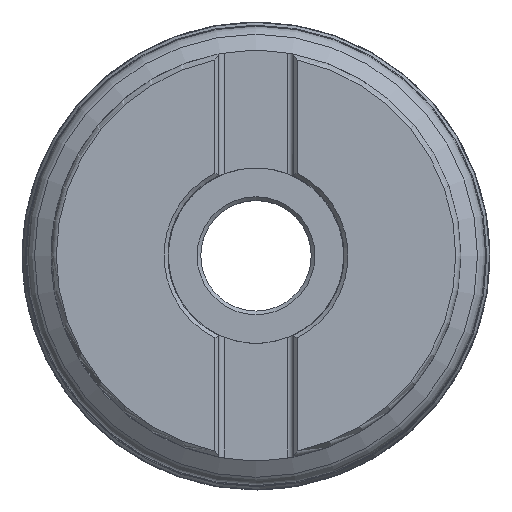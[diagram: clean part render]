
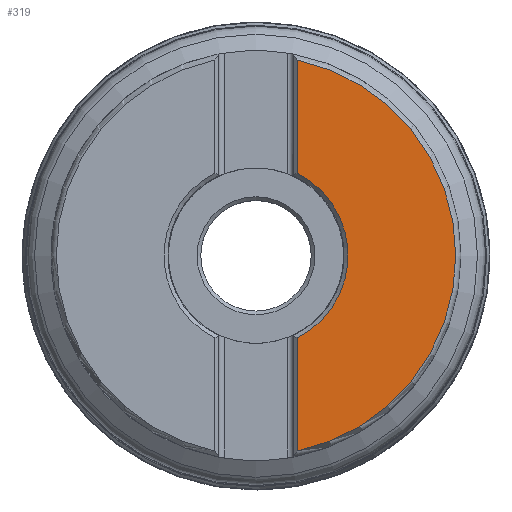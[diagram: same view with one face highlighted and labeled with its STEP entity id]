
A CAD part, top view. The second image highlights one B-rep face of the part: STEP entity #319.
In plain terms, the highlighted planar face has unit normal (0, 0, 1).
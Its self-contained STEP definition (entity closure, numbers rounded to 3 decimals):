
#205=PLANE('',#1400);
#224=FACE_OUTER_BOUND('',#555,.T.);
#259=LINE('',#2331,#289);
#260=LINE('',#2332,#290);
#289=VECTOR('',#1545,1.);
#290=VECTOR('',#1546,1.);
#319=ADVANCED_FACE('',(#224),#205,.F.);
#555=EDGE_LOOP('',(#732,#733,#734,#735));
#732=ORIENTED_EDGE('',*,*,#1104,.T.);
#733=ORIENTED_EDGE('',*,*,#1105,.T.);
#734=ORIENTED_EDGE('',*,*,#1094,.T.);
#735=ORIENTED_EDGE('',*,*,#1106,.T.);
#984=VERTEX_POINT('',#2249);
#985=VERTEX_POINT('',#2250);
#992=VERTEX_POINT('',#2329);
#993=VERTEX_POINT('',#2330);
#1094=EDGE_CURVE('',#984,#985,#1218,.T.);
#1104=EDGE_CURVE('',#992,#993,#1220,.T.);
#1105=EDGE_CURVE('',#993,#984,#259,.T.);
#1106=EDGE_CURVE('',#985,#992,#260,.T.);
#1218=CIRCLE('',#1395,43.372);
#1220=CIRCLE('',#1399,19.99);
#1395=AXIS2_PLACEMENT_3D('',#2248,#1535,#1536);
#1399=AXIS2_PLACEMENT_3D('',#2328,#1543,#1544);
#1400=AXIS2_PLACEMENT_3D('',#2333,#1547,#1548);
#1535=DIRECTION('',(0.,0.,1.));
#1536=DIRECTION('',(0.,-1.,0.));
#1543=DIRECTION('',(0.,0.,-1.));
#1544=DIRECTION('',(0.,-1.,0.));
#1545=DIRECTION('',(0.,-1.,0.));
#1546=DIRECTION('',(0.,-1.,0.));
#1547=DIRECTION('',(0.,0.,-1.));
#1548=DIRECTION('',(0.,-1.,0.));
#2248=CARTESIAN_POINT('',(0.,0.,63.5));
#2249=CARTESIAN_POINT('',(8.94,-42.44,63.5));
#2250=CARTESIAN_POINT('',(8.94,42.44,63.5));
#2328=CARTESIAN_POINT('',(0.,0.,63.5));
#2329=CARTESIAN_POINT('',(8.94,17.879,63.5));
#2330=CARTESIAN_POINT('',(8.94,-17.879,63.5));
#2331=CARTESIAN_POINT('',(8.94,-42.601,63.5));
#2332=CARTESIAN_POINT('',(8.94,18.257,63.5));
#2333=CARTESIAN_POINT('',(0.,0.,63.5));
